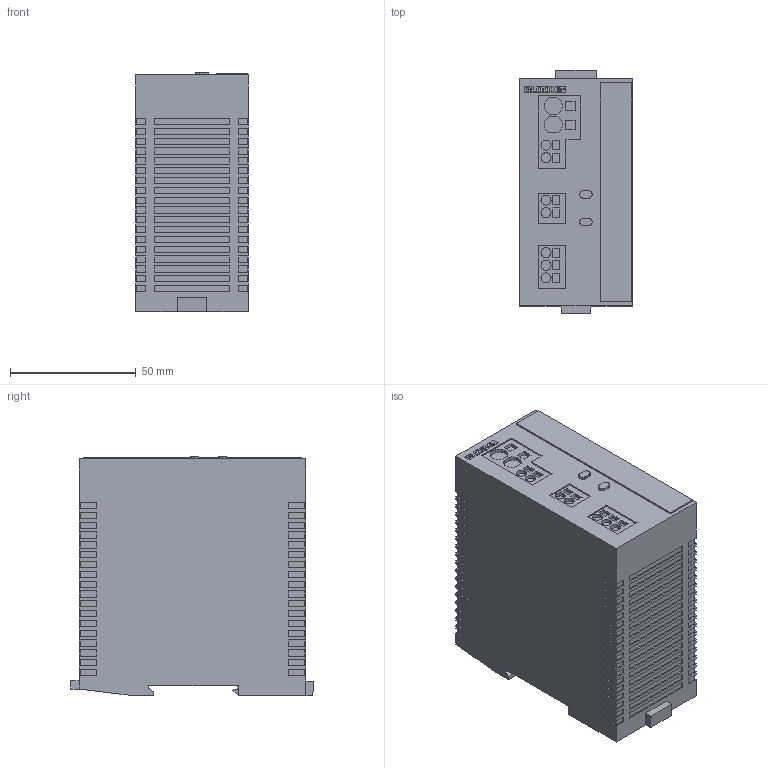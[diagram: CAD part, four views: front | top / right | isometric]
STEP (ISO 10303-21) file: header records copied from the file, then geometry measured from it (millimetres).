
FILE_DESCRIPTION (( 'STEP AP214' ), '1' );
FILE_NAME ('856461.STEP', '2024-03-05T12:00:19', ( '' ), ( '' ), 'SwSTEP 2.0', 'SolidWorks 2022', '' );
FILE_SCHEMA (( 'AUTOMOTIVE_DESIGN' ));
Length unit declared in the file: millimetre
Products named in the file (1): 856461
Bounding box: 44.8 x 96.5 x 95 mm (x, y, z)
Volume: 369561.4 mm3; surface area: 36210.3 mm2
Topology: 1 solids, 1 shells, 949 faces, 2623 edges, 1748 vertices
Faces by surface type: plane 921, cylinder 28
Entity records: 29691 total; most frequent: CARTESIAN_POINT 5321, ORIENTED_EDGE 5246, DIRECTION 4579, EDGE_CURVE 2623, LINE 2567, VECTOR 2567, VERTEX_POINT 1748, EDGE_LOOP 1021
